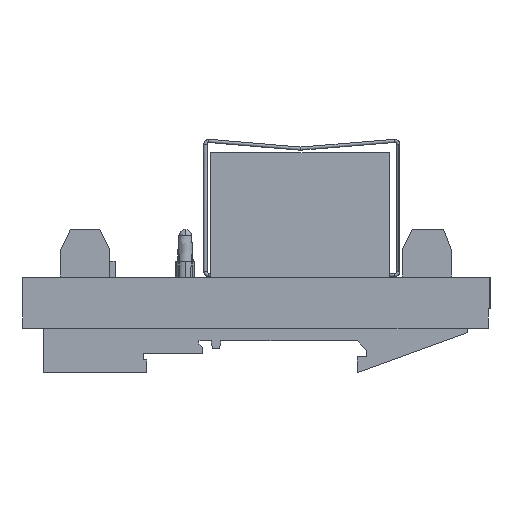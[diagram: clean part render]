
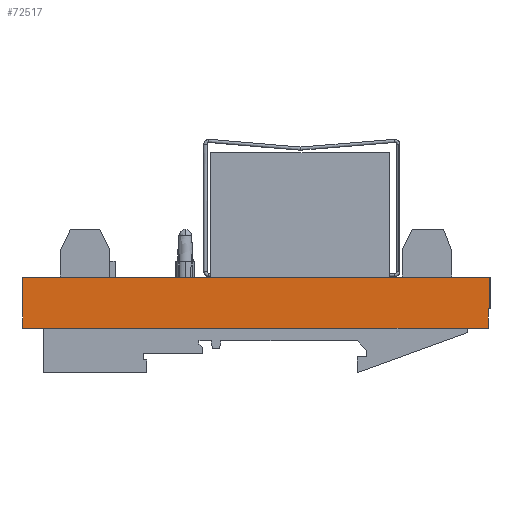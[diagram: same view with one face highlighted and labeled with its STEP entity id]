
A CAD part, left-side view. The second image highlights one B-rep face of the part: STEP entity #72517.
In plain terms, the highlighted free-form (B-spline) face has degree [1, 1] with [2, 2] control points.
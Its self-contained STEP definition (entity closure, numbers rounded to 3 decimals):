
#72517 = ADVANCED_FACE('',(#72518),#72590,.T.);
#72518 = FACE_BOUND('',#72519,.T.);
#72519 = EDGE_LOOP('',(#72520,#72529,#72536,#72543,#72550,#72557,#72564,
    #72571,#72578,#72585));
#72520 = ORIENTED_EDGE('',*,*,#72521,.T.);
#72521 = EDGE_CURVE('',#72522,#72524,#72526,.T.);
#72522 = VERTEX_POINT('',#72523);
#72523 = CARTESIAN_POINT('',(-92.671,-54.565,
    -1.483));
#72524 = VERTEX_POINT('',#72525);
#72525 = CARTESIAN_POINT('',(-92.671,-54.12,
    -1.483));
#72526 = B_SPLINE_CURVE_WITH_KNOTS('',1,(#72527,#72528),.UNSPECIFIED.,
  .F.,.F.,(2,2),(0.,0.3),.PIECEWISE_BEZIER_KNOTS.);
#72527 = CARTESIAN_POINT('',(-92.671,-54.565,
    -1.483));
#72528 = CARTESIAN_POINT('',(-92.671,-54.12,
    -1.483));
#72529 = ORIENTED_EDGE('',*,*,#72530,.T.);
#72530 = EDGE_CURVE('',#72524,#72531,#72533,.T.);
#72531 = VERTEX_POINT('',#72532);
#72532 = CARTESIAN_POINT('',(-92.671,-54.12,
    -5.931));
#72533 = B_SPLINE_CURVE_WITH_KNOTS('',1,(#72534,#72535),.UNSPECIFIED.,
  .F.,.F.,(2,2),(0.,3.),.PIECEWISE_BEZIER_KNOTS.);
#72534 = CARTESIAN_POINT('',(-92.671,-54.12,
    -1.483));
#72535 = CARTESIAN_POINT('',(-92.671,-54.12,
    -5.931));
#72536 = ORIENTED_EDGE('',*,*,#72537,.T.);
#72537 = EDGE_CURVE('',#72531,#72538,#72540,.T.);
#72538 = VERTEX_POINT('',#72539);
#72539 = CARTESIAN_POINT('',(-92.671,54.12,
    -5.931));
#72540 = B_SPLINE_CURVE_WITH_KNOTS('',1,(#72541,#72542),.UNSPECIFIED.,
  .F.,.F.,(2,2),(0.,73.),.PIECEWISE_BEZIER_KNOTS.);
#72541 = CARTESIAN_POINT('',(-92.671,-54.12,
    -5.931));
#72542 = CARTESIAN_POINT('',(-92.671,54.12,
    -5.931));
#72543 = ORIENTED_EDGE('',*,*,#72544,.T.);
#72544 = EDGE_CURVE('',#72538,#72545,#72547,.T.);
#72545 = VERTEX_POINT('',#72546);
#72546 = CARTESIAN_POINT('',(-92.671,54.12,
    -1.483));
#72547 = B_SPLINE_CURVE_WITH_KNOTS('',1,(#72548,#72549),.UNSPECIFIED.,
  .F.,.F.,(2,2),(0.,3.),.PIECEWISE_BEZIER_KNOTS.);
#72548 = CARTESIAN_POINT('',(-92.671,54.12,
    -5.931));
#72549 = CARTESIAN_POINT('',(-92.671,54.12,
    -1.483));
#72550 = ORIENTED_EDGE('',*,*,#72551,.T.);
#72551 = EDGE_CURVE('',#72545,#72552,#72554,.T.);
#72552 = VERTEX_POINT('',#72553);
#72553 = CARTESIAN_POINT('',(-92.671,54.268,
    -1.483));
#72554 = B_SPLINE_CURVE_WITH_KNOTS('',1,(#72555,#72556),.UNSPECIFIED.,
  .F.,.F.,(2,2),(0.,0.1),.PIECEWISE_BEZIER_KNOTS.);
#72555 = CARTESIAN_POINT('',(-92.671,54.12,
    -1.483));
#72556 = CARTESIAN_POINT('',(-92.671,54.268,
    -1.483));
#72557 = ORIENTED_EDGE('',*,*,#72558,.T.);
#72558 = EDGE_CURVE('',#72552,#72559,#72561,.T.);
#72559 = VERTEX_POINT('',#72560);
#72560 = CARTESIAN_POINT('',(-92.671,54.268,
    4.448));
#72561 = B_SPLINE_CURVE_WITH_KNOTS('',1,(#72562,#72563),.UNSPECIFIED.,
  .F.,.F.,(2,2),(0.,4.),.PIECEWISE_BEZIER_KNOTS.);
#72562 = CARTESIAN_POINT('',(-92.671,54.268,
    -1.483));
#72563 = CARTESIAN_POINT('',(-92.671,54.268,
    4.448));
#72564 = ORIENTED_EDGE('',*,*,#72565,.T.);
#72565 = EDGE_CURVE('',#72559,#72566,#72568,.T.);
#72566 = VERTEX_POINT('',#72567);
#72567 = CARTESIAN_POINT('',(-92.671,54.12,
    4.596));
#72568 = B_SPLINE_CURVE_WITH_KNOTS('',1,(#72569,#72570),.UNSPECIFIED.,
  .F.,.F.,(2,2),(0.,0.141),.PIECEWISE_BEZIER_KNOTS.);
#72569 = CARTESIAN_POINT('',(-92.671,54.268,
    4.448));
#72570 = CARTESIAN_POINT('',(-92.671,54.12,
    4.596));
#72571 = ORIENTED_EDGE('',*,*,#72572,.T.);
#72572 = EDGE_CURVE('',#72566,#72573,#72575,.T.);
#72573 = VERTEX_POINT('',#72574);
#72574 = CARTESIAN_POINT('',(-92.671,54.12,
    5.931));
#72575 = B_SPLINE_CURVE_WITH_KNOTS('',1,(#72576,#72577),.UNSPECIFIED.,
  .F.,.F.,(2,2),(0.,0.9),.PIECEWISE_BEZIER_KNOTS.);
#72576 = CARTESIAN_POINT('',(-92.671,54.12,
    4.596));
#72577 = CARTESIAN_POINT('',(-92.671,54.12,
    5.931));
#72578 = ORIENTED_EDGE('',*,*,#72579,.T.);
#72579 = EDGE_CURVE('',#72573,#72580,#72582,.T.);
#72580 = VERTEX_POINT('',#72581);
#72581 = CARTESIAN_POINT('',(-92.671,-54.565,
    5.931));
#72582 = B_SPLINE_CURVE_WITH_KNOTS('',1,(#72583,#72584),.UNSPECIFIED.,
  .F.,.F.,(2,2),(0.,73.3),.PIECEWISE_BEZIER_KNOTS.);
#72583 = CARTESIAN_POINT('',(-92.671,54.12,
    5.931));
#72584 = CARTESIAN_POINT('',(-92.671,-54.565,
    5.931));
#72585 = ORIENTED_EDGE('',*,*,#72586,.T.);
#72586 = EDGE_CURVE('',#72580,#72522,#72587,.T.);
#72587 = B_SPLINE_CURVE_WITH_KNOTS('',1,(#72588,#72589),.UNSPECIFIED.,
  .F.,.F.,(2,2),(0.,5.),.PIECEWISE_BEZIER_KNOTS.);
#72588 = CARTESIAN_POINT('',(-92.671,-54.565,
    5.931));
#72589 = CARTESIAN_POINT('',(-92.671,-54.565,
    -1.483));
#72590 = B_SPLINE_SURFACE_WITH_KNOTS('',1,1,(
    (#72591,#72592)
    ,(#72593,#72594
    )),.UNSPECIFIED.,.F.,.F.,.F.,(2,2),(2,2),(0.,1.),(0.,1.),
  .PIECEWISE_BEZIER_KNOTS.);
#72591 = CARTESIAN_POINT('',(-92.671,-54.565,
    5.931));
#72592 = CARTESIAN_POINT('',(-92.671,54.268,
    5.931));
#72593 = CARTESIAN_POINT('',(-92.671,-54.565,
    -5.931));
#72594 = CARTESIAN_POINT('',(-92.671,54.268,
    -5.931));
